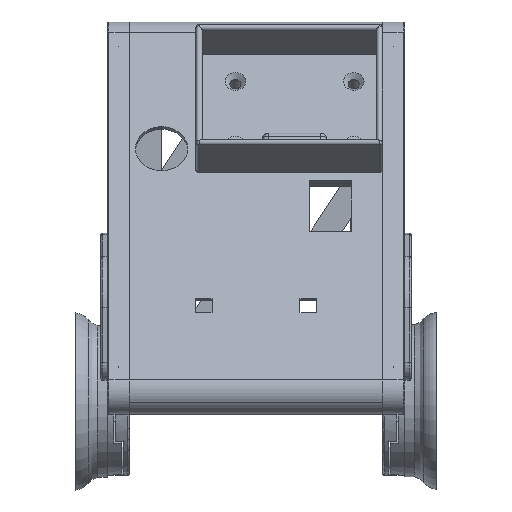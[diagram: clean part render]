
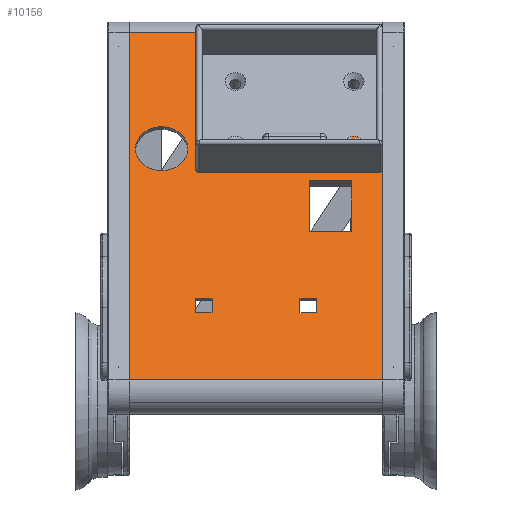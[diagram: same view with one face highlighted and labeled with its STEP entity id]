
A CAD part, top view. The second image highlights one B-rep face of the part: STEP entity #10156.
In plain terms, the highlighted planar face has unit normal (0, 0.537, 0.844).
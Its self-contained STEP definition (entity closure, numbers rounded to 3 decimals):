
#186=FACE_BOUND('',#3031,.T.);
#187=FACE_BOUND('',#3032,.T.);
#188=FACE_BOUND('',#3033,.T.);
#189=FACE_BOUND('',#3034,.T.);
#190=FACE_BOUND('',#3035,.T.);
#191=FACE_BOUND('',#3036,.T.);
#192=FACE_BOUND('',#3037,.T.);
#193=FACE_BOUND('',#3038,.T.);
#194=FACE_BOUND('',#3039,.T.);
#490=LINE('',#15473,#1350);
#494=LINE('',#15482,#1354);
#495=LINE('',#15484,#1355);
#496=LINE('',#15486,#1356);
#497=LINE('',#15487,#1357);
#498=LINE('',#15489,#1358);
#499=LINE('',#15491,#1359);
#500=LINE('',#15492,#1360);
#501=LINE('',#15505,#1361);
#502=LINE('',#15507,#1362);
#503=LINE('',#15509,#1363);
#504=LINE('',#15510,#1364);
#505=LINE('',#15513,#1365);
#506=LINE('',#15515,#1366);
#507=LINE('',#15517,#1367);
#508=LINE('',#15518,#1368);
#509=LINE('',#15521,#1369);
#510=LINE('',#15523,#1370);
#511=LINE('',#15525,#1371);
#512=LINE('',#15526,#1372);
#1350=VECTOR('',#12271,10.);
#1354=VECTOR('',#12277,10.);
#1355=VECTOR('',#12278,10.);
#1356=VECTOR('',#12279,10.);
#1357=VECTOR('',#12280,10.);
#1358=VECTOR('',#12281,10.);
#1359=VECTOR('',#12282,10.);
#1360=VECTOR('',#12283,10.);
#1361=VECTOR('',#12294,10.);
#1362=VECTOR('',#12295,10.);
#1363=VECTOR('',#12296,10.);
#1364=VECTOR('',#12297,10.);
#1365=VECTOR('',#12298,10.);
#1366=VECTOR('',#12299,10.);
#1367=VECTOR('',#12300,10.);
#1368=VECTOR('',#12301,10.);
#1369=VECTOR('',#12302,10.);
#1370=VECTOR('',#12303,10.);
#1371=VECTOR('',#12304,10.);
#1372=VECTOR('',#12305,10.);
#2401=FACE_OUTER_BOUND('',#3030,.T.);
#3030=EDGE_LOOP('',(#7150,#7151,#7152,#7153));
#3031=EDGE_LOOP('',(#7154,#7155,#7156,#7157));
#3032=EDGE_LOOP('',(#7158));
#3033=EDGE_LOOP('',(#7159));
#3034=EDGE_LOOP('',(#7160));
#3035=EDGE_LOOP('',(#7161));
#3036=EDGE_LOOP('',(#7162));
#3037=EDGE_LOOP('',(#7163,#7164,#7165,#7166));
#3038=EDGE_LOOP('',(#7167,#7168,#7169,#7170));
#3039=EDGE_LOOP('',(#7171,#7172,#7173,#7174));
#3754=CIRCLE('',#10826,8.25);
#3755=CIRCLE('',#10827,2.3);
#3756=CIRCLE('',#10828,2.3);
#3757=CIRCLE('',#10829,2.3);
#3758=CIRCLE('',#10830,2.3);
#4416=VERTEX_POINT('',#15471);
#4417=VERTEX_POINT('',#15472);
#4420=VERTEX_POINT('',#15480);
#4421=VERTEX_POINT('',#15481);
#4422=VERTEX_POINT('',#15483);
#4423=VERTEX_POINT('',#15485);
#4424=VERTEX_POINT('',#15488);
#4425=VERTEX_POINT('',#15490);
#4426=VERTEX_POINT('',#15493);
#4427=VERTEX_POINT('',#15495);
#4428=VERTEX_POINT('',#15497);
#4429=VERTEX_POINT('',#15499);
#4430=VERTEX_POINT('',#15501);
#4431=VERTEX_POINT('',#15503);
#4432=VERTEX_POINT('',#15504);
#4433=VERTEX_POINT('',#15506);
#4434=VERTEX_POINT('',#15508);
#4435=VERTEX_POINT('',#15511);
#4436=VERTEX_POINT('',#15512);
#4437=VERTEX_POINT('',#15514);
#4438=VERTEX_POINT('',#15516);
#4439=VERTEX_POINT('',#15519);
#4440=VERTEX_POINT('',#15520);
#4441=VERTEX_POINT('',#15522);
#4442=VERTEX_POINT('',#15524);
#5451=EDGE_CURVE('',#4416,#4417,#490,.T.);
#5455=EDGE_CURVE('',#4420,#4421,#494,.T.);
#5456=EDGE_CURVE('',#4420,#4422,#495,.T.);
#5457=EDGE_CURVE('',#4423,#4422,#496,.T.);
#5458=EDGE_CURVE('',#4421,#4423,#497,.T.);
#5459=EDGE_CURVE('',#4424,#4416,#498,.T.);
#5460=EDGE_CURVE('',#4417,#4425,#499,.T.);
#5461=EDGE_CURVE('',#4424,#4425,#500,.T.);
#5462=EDGE_CURVE('',#4426,#4426,#3754,.T.);
#5463=EDGE_CURVE('',#4427,#4427,#3755,.T.);
#5464=EDGE_CURVE('',#4428,#4428,#3756,.T.);
#5465=EDGE_CURVE('',#4429,#4429,#3757,.T.);
#5466=EDGE_CURVE('',#4430,#4430,#3758,.T.);
#5467=EDGE_CURVE('',#4431,#4432,#501,.T.);
#5468=EDGE_CURVE('',#4433,#4431,#502,.T.);
#5469=EDGE_CURVE('',#4434,#4433,#503,.T.);
#5470=EDGE_CURVE('',#4432,#4434,#504,.T.);
#5471=EDGE_CURVE('',#4435,#4436,#505,.T.);
#5472=EDGE_CURVE('',#4436,#4437,#506,.T.);
#5473=EDGE_CURVE('',#4437,#4438,#507,.T.);
#5474=EDGE_CURVE('',#4438,#4435,#508,.T.);
#5475=EDGE_CURVE('',#4439,#4440,#509,.T.);
#5476=EDGE_CURVE('',#4440,#4441,#510,.T.);
#5477=EDGE_CURVE('',#4441,#4442,#511,.T.);
#5478=EDGE_CURVE('',#4442,#4439,#512,.T.);
#7150=ORIENTED_EDGE('',*,*,#5455,.F.);
#7151=ORIENTED_EDGE('',*,*,#5456,.T.);
#7152=ORIENTED_EDGE('',*,*,#5457,.F.);
#7153=ORIENTED_EDGE('',*,*,#5458,.F.);
#7154=ORIENTED_EDGE('',*,*,#5459,.T.);
#7155=ORIENTED_EDGE('',*,*,#5451,.T.);
#7156=ORIENTED_EDGE('',*,*,#5460,.T.);
#7157=ORIENTED_EDGE('',*,*,#5461,.F.);
#7158=ORIENTED_EDGE('',*,*,#5462,.F.);
#7159=ORIENTED_EDGE('',*,*,#5463,.F.);
#7160=ORIENTED_EDGE('',*,*,#5464,.F.);
#7161=ORIENTED_EDGE('',*,*,#5465,.F.);
#7162=ORIENTED_EDGE('',*,*,#5466,.F.);
#7163=ORIENTED_EDGE('',*,*,#5467,.F.);
#7164=ORIENTED_EDGE('',*,*,#5468,.F.);
#7165=ORIENTED_EDGE('',*,*,#5469,.F.);
#7166=ORIENTED_EDGE('',*,*,#5470,.F.);
#7167=ORIENTED_EDGE('',*,*,#5471,.T.);
#7168=ORIENTED_EDGE('',*,*,#5472,.T.);
#7169=ORIENTED_EDGE('',*,*,#5473,.T.);
#7170=ORIENTED_EDGE('',*,*,#5474,.T.);
#7171=ORIENTED_EDGE('',*,*,#5475,.T.);
#7172=ORIENTED_EDGE('',*,*,#5476,.T.);
#7173=ORIENTED_EDGE('',*,*,#5477,.T.);
#7174=ORIENTED_EDGE('',*,*,#5478,.T.);
#9839=PLANE('',#10825);
#10156=ADVANCED_FACE('',(#2401,#186,#187,#188,#189,#190,#191,#192,#193,
#194),#9839,.T.);
#10825=AXIS2_PLACEMENT_3D('',#15479,#12275,#12276);
#10826=AXIS2_PLACEMENT_3D('',#15494,#12284,#12285);
#10827=AXIS2_PLACEMENT_3D('',#15496,#12286,#12287);
#10828=AXIS2_PLACEMENT_3D('',#15498,#12288,#12289);
#10829=AXIS2_PLACEMENT_3D('',#15500,#12290,#12291);
#10830=AXIS2_PLACEMENT_3D('',#15502,#12292,#12293);
#12271=DIRECTION('',(1.,0.,0.));
#12275=DIRECTION('center_axis',(0.,0.537,0.844));
#12276=DIRECTION('ref_axis',(0.,0.844,-0.537));
#12277=DIRECTION('',(0.,-0.844,0.537));
#12278=DIRECTION('',(-1.,0.,0.));
#12279=DIRECTION('',(0.,0.844,-0.537));
#12280=DIRECTION('',(-1.,0.,0.));
#12281=DIRECTION('',(0.,0.844,-0.537));
#12282=DIRECTION('',(0.,-0.844,0.537));
#12283=DIRECTION('',(1.,0.,0.));
#12284=DIRECTION('center_axis',(0.,0.537,0.844));
#12285=DIRECTION('ref_axis',(-1.,0.,0.));
#12286=DIRECTION('center_axis',(0.,0.537,0.844));
#12287=DIRECTION('ref_axis',(-1.,0.,0.));
#12288=DIRECTION('center_axis',(0.,0.537,0.844));
#12289=DIRECTION('ref_axis',(-1.,0.,0.));
#12290=DIRECTION('center_axis',(0.,0.537,0.844));
#12291=DIRECTION('ref_axis',(-1.,0.,0.));
#12292=DIRECTION('center_axis',(0.,0.537,0.844));
#12293=DIRECTION('ref_axis',(-1.,0.,0.));
#12294=DIRECTION('',(0.,0.844,-0.537));
#12295=DIRECTION('',(1.,0.,0.));
#12296=DIRECTION('',(0.,-0.844,0.537));
#12297=DIRECTION('',(-1.,0.,0.));
#12298=DIRECTION('',(-1.,0.,0.));
#12299=DIRECTION('',(0.,0.844,-0.537));
#12300=DIRECTION('',(1.,0.,0.));
#12301=DIRECTION('',(0.,-0.844,0.537));
#12302=DIRECTION('',(-1.,0.,0.));
#12303=DIRECTION('',(0.,0.844,-0.537));
#12304=DIRECTION('',(1.,0.,0.));
#12305=DIRECTION('',(0.,-0.844,0.537));
#15471=CARTESIAN_POINT('',(-33.55,81.277,26.575));
#15472=CARTESIAN_POINT('',(-22.05,81.277,26.575));
#15473=CARTESIAN_POINT('',(-16.775,81.277,26.575));
#15479=CARTESIAN_POINT('Origin',(0.,3.758,75.906));
#15480=CARTESIAN_POINT('',(0.,113.758,5.906));
#15481=CARTESIAN_POINT('',(0.,3.758,75.906));
#15482=CARTESIAN_POINT('',(0.,113.758,5.906));
#15483=CARTESIAN_POINT('',(-80.,113.758,5.906));
#15484=CARTESIAN_POINT('',(0.,113.758,5.906));
#15485=CARTESIAN_POINT('',(-80.,3.758,75.906));
#15486=CARTESIAN_POINT('',(-80.,113.758,5.906));
#15487=CARTESIAN_POINT('',(0.,3.758,75.906));
#15488=CARTESIAN_POINT('',(-33.55,71.153,33.018));
#15489=CARTESIAN_POINT('',(-33.55,40.198,52.717));
#15490=CARTESIAN_POINT('',(-22.05,71.153,33.018));
#15491=CARTESIAN_POINT('',(-22.05,40.198,52.717));
#15492=CARTESIAN_POINT('',(-11.025,71.153,33.018));
#15493=CARTESIAN_POINT('',(-61.55,76.904,29.358));
#15494=CARTESIAN_POINT('Origin',(-69.8,76.904,29.358));
#15495=CARTESIAN_POINT('',(-6.8,97.096,16.509));
#15496=CARTESIAN_POINT('Origin',(-9.1,97.096,16.509));
#15497=CARTESIAN_POINT('',(-44.2,97.096,16.509));
#15498=CARTESIAN_POINT('Origin',(-46.5,97.096,16.509));
#15499=CARTESIAN_POINT('',(-6.8,77.101,29.233));
#15500=CARTESIAN_POINT('Origin',(-9.1,77.101,29.233));
#15501=CARTESIAN_POINT('',(-44.2,77.101,29.233));
#15502=CARTESIAN_POINT('Origin',(-46.5,77.101,29.233));
#15503=CARTESIAN_POINT('',(-9.85,50.743,46.006));
#15504=CARTESIAN_POINT('',(-9.85,66.773,35.805));
#15505=CARTESIAN_POINT('',(-9.85,35.266,55.855));
#15506=CARTESIAN_POINT('',(-23.15,50.743,46.006));
#15507=CARTESIAN_POINT('',(-4.925,50.743,46.006));
#15508=CARTESIAN_POINT('',(-23.15,66.773,35.805));
#15509=CARTESIAN_POINT('',(-23.15,27.251,60.956));
#15510=CARTESIAN_POINT('',(-11.575,66.773,35.805));
#15511=CARTESIAN_POINT('',(-20.8,25.015,62.379));
#15512=CARTESIAN_POINT('',(-26.1,25.015,62.379));
#15513=CARTESIAN_POINT('',(-10.4,25.015,62.379));
#15514=CARTESIAN_POINT('',(-26.1,29.486,59.533));
#15515=CARTESIAN_POINT('',(-26.1,14.387,69.142));
#15516=CARTESIAN_POINT('',(-20.8,29.486,59.533));
#15517=CARTESIAN_POINT('',(-13.05,29.486,59.533));
#15518=CARTESIAN_POINT('',(-20.8,16.622,67.719));
#15519=CARTESIAN_POINT('',(-53.9,25.015,62.379));
#15520=CARTESIAN_POINT('',(-59.2,25.015,62.379));
#15521=CARTESIAN_POINT('',(-26.95,25.015,62.379));
#15522=CARTESIAN_POINT('',(-59.2,29.486,59.533));
#15523=CARTESIAN_POINT('',(-59.2,14.387,69.142));
#15524=CARTESIAN_POINT('',(-53.9,29.486,59.533));
#15525=CARTESIAN_POINT('',(-29.6,29.486,59.533));
#15526=CARTESIAN_POINT('',(-53.9,16.622,67.719));
